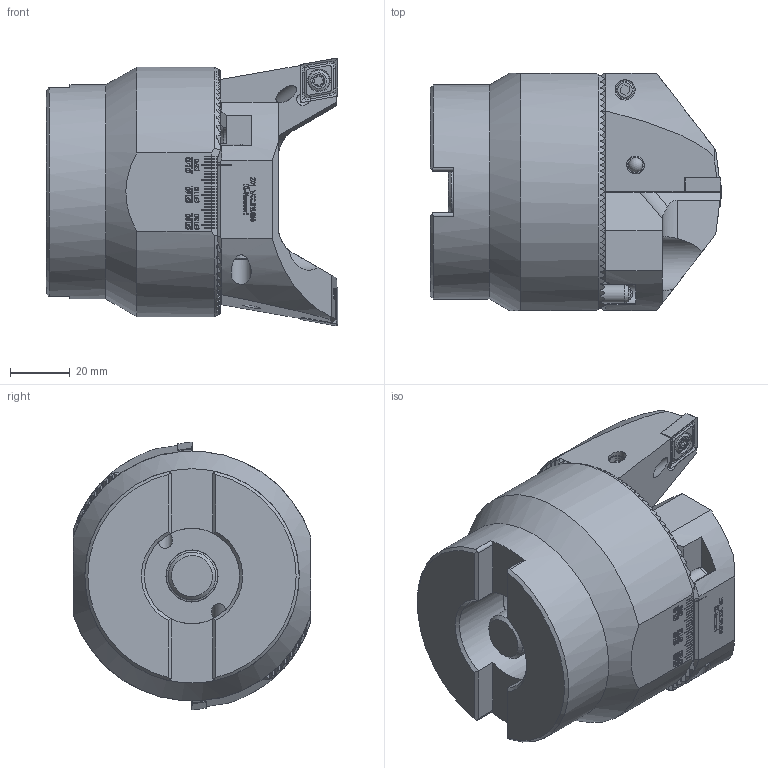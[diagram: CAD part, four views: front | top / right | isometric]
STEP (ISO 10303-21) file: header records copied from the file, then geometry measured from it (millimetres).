
FILE_DESCRIPTION (( 'STEP AP214' ), '1' );
FILE_NAME ('D32.Z01.085.098.STEP', '2021-08-17T06:21:41', ( '' ), ( '' ), 'SwSTEP 2.0', 'SolidWorks 2017', '' );
FILE_SCHEMA (( 'AUTOMOTIVE_DESIGN' ));
Length unit declared in the file: millimetre
Products named in the file (12): Z01-WCC.B11.050; D32-ER1.002.035_A; D32.Z01.085.098; WCC-ER2.001.010_A; DIN 7984 - M10 x 25; Z01-WCC.B11.050_A_mit beschriftung; D32-Z00.085.098_A_Beschriftung Z01; CCMT120404; KVT_MB_600_060; ISO 4026 - M6 x 6; ISO 4026 - M6 x 30_PreviewCfg; ISO 8734 - 6 x 16_PreviewCfg
Assembly tree (16 placements, depth 3):
  D32.Z01.085.098
    D32-Z00.085.098_A_Beschriftung Z01
    Z01-WCC.B11.050  x2
      Z01-WCC.B11.050_A_mit beschriftung
      ISO 4026 - M6 x 6
      KVT_MB_600_060
      WCC-ER2.001.010_A
      CCMT120404
      ISO 4026 - M6 x 30_PreviewCfg
    DIN 7984 - M10 x 25  x4
    D32-ER1.002.035_A
    ISO 8734 - 6 x 16_PreviewCfg  x2
Bounding box: 98 x 79.8 x 90.01 mm (x, y, z)
Volume: 335478.6 mm3; surface area: 79963.1 mm2
Topology: 22 solids, 22 shells, 2317 faces, 7481 edges, 5422 vertices
Faces by surface type: plane 1464, bspline 380, cylinder 282, cone 170, torus 19, sphere 2
Full cylindrical faces by diameter (mm): 3.3 x2, 4.2 x6, 5 x14, 5.5 x2, 6 x14, 6.5 x6, 6.8 x2, 7 x2, 7.6 x2, 8.5 x8, 10 x4, 16 x5, 17.5 x1, 24 x1, 25 x1, 32 x1, 72 x1
Entity records: 108913 total; most frequent: CARTESIAN_POINT 49707, ORIENTED_EDGE 11910, DIRECTION 7033, EDGE_CURVE 5955, VERTEX_POINT 4386, VECTOR 3265, LINE 3265, EDGE_LOOP 2221
